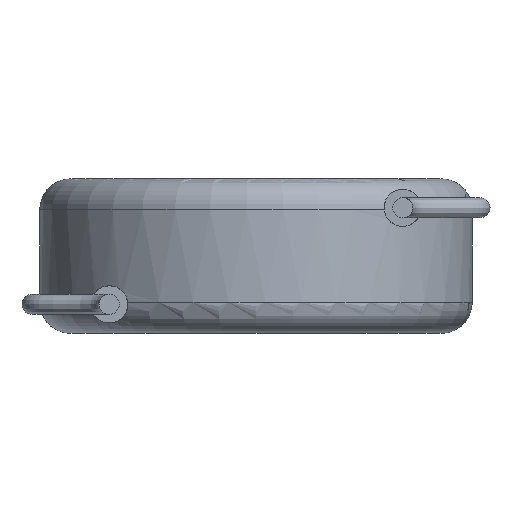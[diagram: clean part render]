
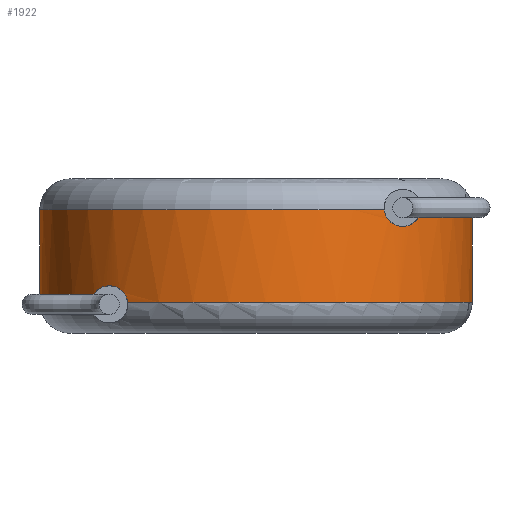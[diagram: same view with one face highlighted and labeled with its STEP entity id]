
A CAD part, front view. The second image highlights one B-rep face of the part: STEP entity #1922.
In plain terms, the highlighted cylindrical face has radius 7 mm (diameter 14 mm), a partial arc.
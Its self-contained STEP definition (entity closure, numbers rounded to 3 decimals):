
#13 = LINE ( 'NONE', #887, #2135 ) ;
#25 = FACE_OUTER_BOUND ( 'NONE', #3658, .T. ) ;
#75 = VERTEX_POINT ( 'NONE', #1428 ) ;
#91 = VECTOR ( 'NONE', #2999, 1000. ) ;
#127 = CARTESIAN_POINT ( 'NONE',  ( 4.191, -5.607, 3.828 ) ) ;
#136 = CIRCLE ( 'NONE', #1907, 7. ) ;
#204 = EDGE_CURVE ( 'NONE', #735, #2125, #1820, .T. ) ;
#233 = CIRCLE ( 'NONE', #1490, 7. ) ;
#234 = B_SPLINE_CURVE_WITH_KNOTS ( 'NONE', 3,
 ( #1828, #1461, #539, #2113, #2763, #2752, #843, #872, #3076, #3103, #1165, #3397, #3720, #1908, #3494, #3176, #1565, #975 ),
 .UNSPECIFIED., .F., .F.,
 ( 4, 2, 2, 2, 2, 2, 2, 2, 4 ),
 ( 0., 0., 0.001, 0.001, 0.001, 0.001, 0.002, 0.002, 0.002 ),
 .UNSPECIFIED. ) ;
#306 = VERTEX_POINT ( 'NONE', #3863 ) ;
#402 = ORIENTED_EDGE ( 'NONE', *, *, #957, .F. ) ;
#408 = CARTESIAN_POINT ( 'NONE',  ( 4.276, -5.543, 3.686 ) ) ;
#425 = DIRECTION ( 'NONE',  ( 0., 0., -1. ) ) ;
#462 = DIRECTION ( 'NONE',  ( 1., 0., 0. ) ) ;
#536 = ORIENTED_EDGE ( 'NONE', *, *, #1406, .T. ) ;
#539 = CARTESIAN_POINT ( 'NONE',  ( -4.191, -5.607, 1.171 ) ) ;
#540 = DIRECTION ( 'NONE',  ( -1., 0., 0. ) ) ;
#582 = EDGE_CURVE ( 'NONE', #3365, #3418, #234, .T. ) ;
#588 = DIRECTION ( 'NONE',  ( 0., 0., -1. ) ) ;
#594 = AXIS2_PLACEMENT_3D ( 'NONE', #3688, #3730, #540 ) ;
#707 = CARTESIAN_POINT ( 'NONE',  ( 5.232, -4.651, 3.698 ) ) ;
#732 = CARTESIAN_POINT ( 'NONE',  ( 0., 0., 4. ) ) ;
#735 = VERTEX_POINT ( 'NONE', #1193 ) ;
#759 = CARTESIAN_POINT ( 'NONE',  ( -4.153, -5.635, 1. ) ) ;
#843 = CARTESIAN_POINT ( 'NONE',  ( -4.514, -5.351, 1.493 ) ) ;
#872 = CARTESIAN_POINT ( 'NONE',  ( -4.644, -5.238, 1.532 ) ) ;
#887 = CARTESIAN_POINT ( 'NONE',  ( -7., 0., 5. ) ) ;
#913 = LINE ( 'NONE', #1066, #91 ) ;
#915 = DIRECTION ( 'NONE',  ( 1., 0., 0. ) ) ;
#950 = CIRCLE ( 'NONE', #2812, 7. ) ;
#957 = EDGE_CURVE ( 'NONE', #306, #3857, #913, .T. ) ;
#975 = CARTESIAN_POINT ( 'NONE',  ( -5.346, -4.519, 1. ) ) ;
#1040 = CARTESIAN_POINT ( 'NONE',  ( 4.646, -5.239, 3.458 ) ) ;
#1066 = CARTESIAN_POINT ( 'NONE',  ( 7., 0., 5. ) ) ;
#1076 = DIRECTION ( 'NONE',  ( 1., 0., 0. ) ) ;
#1125 = CARTESIAN_POINT ( 'NONE',  ( 0., 0., 1. ) ) ;
#1142 = CARTESIAN_POINT ( 'NONE',  ( 0., 0., 1. ) ) ;
#1150 = AXIS2_PLACEMENT_3D ( 'NONE', #1142, #3106, #1771 ) ;
#1165 = CARTESIAN_POINT ( 'NONE',  ( -4.902, -4.998, 1.521 ) ) ;
#1193 = CARTESIAN_POINT ( 'NONE',  ( 4.153, -5.635, 4. ) ) ;
#1346 = CARTESIAN_POINT ( 'NONE',  ( 5.346, -4.519, 4. ) ) ;
#1406 = EDGE_CURVE ( 'NONE', #735, #3547, #233, .T. ) ;
#1428 = CARTESIAN_POINT ( 'NONE',  ( -7., 0., 1. ) ) ;
#1461 = CARTESIAN_POINT ( 'NONE',  ( -4.162, -5.628, 1.088 ) ) ;
#1490 = AXIS2_PLACEMENT_3D ( 'NONE', #2221, #588, #915 ) ;
#1495 = CARTESIAN_POINT ( 'NONE',  ( -5.346, -4.519, 1. ) ) ;
#1565 = CARTESIAN_POINT ( 'NONE',  ( -5.337, -4.53, 1.087 ) ) ;
#1771 = DIRECTION ( 'NONE',  ( 1., 0., 0. ) ) ;
#1778 = EDGE_CURVE ( 'NONE', #306, #2125, #136, .T. ) ;
#1820 = B_SPLINE_CURVE_WITH_KNOTS ( 'NONE', 3,
 ( #3252, #2310, #127, #408, #2955, #3241, #1040, #2911, #2324, #2897, #707, #2942, #3529, #1346 ),
 .UNSPECIFIED., .F., .F.,
 ( 4, 2, 2, 2, 2, 2, 4 ),
 ( 0.002, 0.003, 0.003, 0.003, 0.004, 0.004, 0.004 ),
 .UNSPECIFIED. ) ;
#1828 = CARTESIAN_POINT ( 'NONE',  ( -4.153, -5.635, 1. ) ) ;
#1866 = ORIENTED_EDGE ( 'NONE', *, *, #3455, .T. ) ;
#1901 = CARTESIAN_POINT ( 'NONE',  ( 5.346, -4.519, 4. ) ) ;
#1907 = AXIS2_PLACEMENT_3D ( 'NONE', #732, #425, #462 ) ;
#1908 = CARTESIAN_POINT ( 'NONE',  ( -5.184, -4.705, 1.357 ) ) ;
#1922 = ADVANCED_FACE ( 'NONE', ( #25 ), #2796, .T. ) ;
#1935 = ORIENTED_EDGE ( 'NONE', *, *, #3294, .T. ) ;
#2113 = CARTESIAN_POINT ( 'NONE',  ( -4.276, -5.543, 1.314 ) ) ;
#2125 = VERTEX_POINT ( 'NONE', #1901 ) ;
#2135 = VECTOR ( 'NONE', #2790, 1000. ) ;
#2181 = ORIENTED_EDGE ( 'NONE', *, *, #1778, .T. ) ;
#2221 = CARTESIAN_POINT ( 'NONE',  ( 0., 0., 4. ) ) ;
#2310 = CARTESIAN_POINT ( 'NONE',  ( 4.162, -5.628, 3.912 ) ) ;
#2324 = CARTESIAN_POINT ( 'NONE',  ( 5.027, -4.874, 3.514 ) ) ;
#2390 = ORIENTED_EDGE ( 'NONE', *, *, #204, .F. ) ;
#2752 = CARTESIAN_POINT ( 'NONE',  ( -4.449, -5.405, 1.462 ) ) ;
#2763 = CARTESIAN_POINT ( 'NONE',  ( -4.33, -5.5, 1.373 ) ) ;
#2764 = CARTESIAN_POINT ( 'NONE',  ( -7., 0., 4. ) ) ;
#2768 = ORIENTED_EDGE ( 'NONE', *, *, #3380, .T. ) ;
#2790 = DIRECTION ( 'NONE',  ( 0., 0., -1. ) ) ;
#2796 = CYLINDRICAL_SURFACE ( 'NONE', #594, 7. ) ;
#2812 = AXIS2_PLACEMENT_3D ( 'NONE', #1125, #3296, #1076 ) ;
#2897 = CARTESIAN_POINT ( 'NONE',  ( 5.184, -4.704, 3.644 ) ) ;
#2911 = CARTESIAN_POINT ( 'NONE',  ( 4.903, -4.999, 3.469 ) ) ;
#2942 = CARTESIAN_POINT ( 'NONE',  ( 5.308, -4.563, 3.831 ) ) ;
#2955 = CARTESIAN_POINT ( 'NONE',  ( 4.33, -5.501, 3.627 ) ) ;
#2963 = ORIENTED_EDGE ( 'NONE', *, *, #582, .F. ) ;
#2999 = DIRECTION ( 'NONE',  ( 0., 0., -1. ) ) ;
#3076 = CARTESIAN_POINT ( 'NONE',  ( -4.709, -5.18, 1.539 ) ) ;
#3103 = CARTESIAN_POINT ( 'NONE',  ( -4.839, -5.059, 1.534 ) ) ;
#3106 = DIRECTION ( 'NONE',  ( 0., 0., 1. ) ) ;
#3176 = CARTESIAN_POINT ( 'NONE',  ( -5.308, -4.564, 1.169 ) ) ;
#3241 = CARTESIAN_POINT ( 'NONE',  ( 4.509, -5.357, 3.493 ) ) ;
#3252 = CARTESIAN_POINT ( 'NONE',  ( 4.153, -5.635, 4. ) ) ;
#3294 = EDGE_CURVE ( 'NONE', #3365, #3857, #950, .T. ) ;
#3296 = DIRECTION ( 'NONE',  ( 0., 0., 1. ) ) ;
#3365 = VERTEX_POINT ( 'NONE', #759 ) ;
#3380 = EDGE_CURVE ( 'NONE', #3547, #75, #13, .T. ) ;
#3397 = CARTESIAN_POINT ( 'NONE',  ( -5.022, -4.877, 1.476 ) ) ;
#3418 = VERTEX_POINT ( 'NONE', #1495 ) ;
#3455 = EDGE_CURVE ( 'NONE', #75, #3418, #3901, .T. ) ;
#3494 = CARTESIAN_POINT ( 'NONE',  ( -5.232, -4.651, 1.302 ) ) ;
#3529 = CARTESIAN_POINT ( 'NONE',  ( 5.337, -4.53, 3.912 ) ) ;
#3547 = VERTEX_POINT ( 'NONE', #2764 ) ;
#3658 = EDGE_LOOP ( 'NONE', ( #402, #2181, #2390, #536, #2768, #1866, #2963, #1935 ) ) ;
#3688 = CARTESIAN_POINT ( 'NONE',  ( 0., 0., 5. ) ) ;
#3720 = CARTESIAN_POINT ( 'NONE',  ( -5.079, -4.817, 1.443 ) ) ;
#3730 = DIRECTION ( 'NONE',  ( 0., 0., -1. ) ) ;
#3798 = CARTESIAN_POINT ( 'NONE',  ( 7., 0., 1. ) ) ;
#3857 = VERTEX_POINT ( 'NONE', #3798 ) ;
#3863 = CARTESIAN_POINT ( 'NONE',  ( 7., 0., 4. ) ) ;
#3901 = CIRCLE ( 'NONE', #1150, 7. ) ;
